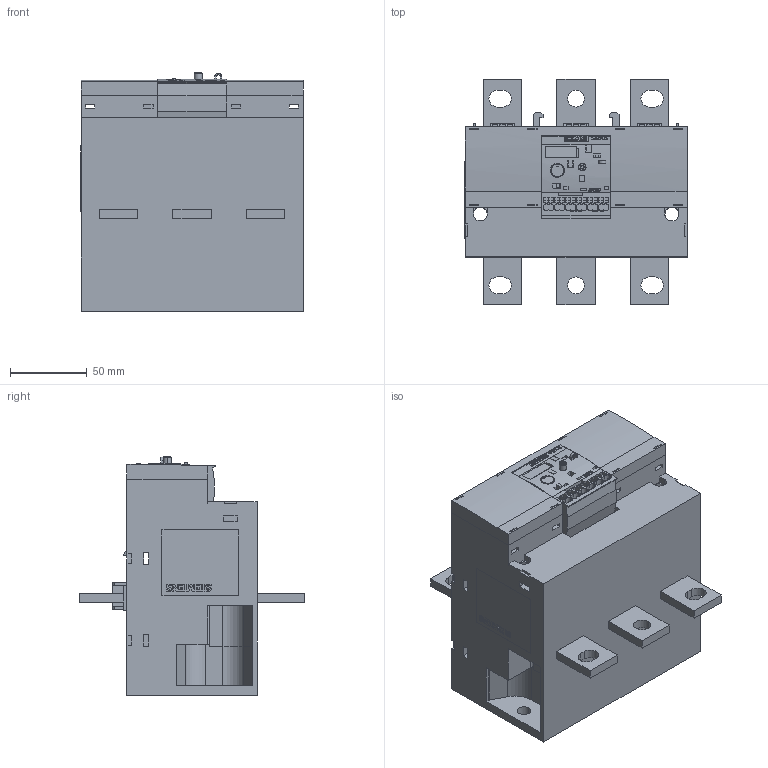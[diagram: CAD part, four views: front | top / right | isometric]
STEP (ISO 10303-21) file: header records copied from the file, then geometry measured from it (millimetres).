
FILE_DESCRIPTION(('STEP AP214'),'1');
FILE_NAME('cctmp_A2E5FB9E-47A6-4C92-A8B4-AB92E82C17D7_2023_07_18_13_18_04_0958..stp','2023-07-18T11:18:06',('SIEMENS A&D'),('CADClick - www.CADClick.com'),'Spatial InterOp 3D postprocessed',' ','unknown authorization');
FILE_SCHEMA(('AUTOMOTIVE_DESIGN'));
Length unit declared in the file: millimetre
Products named in the file (1): 2023_07_18_13_18_04_0880
Bounding box: 145.1 x 147 x 155.63 mm (x, y, z)
Volume: 1505037.2 mm3; surface area: 162255.1 mm2
Topology: 1 solids, 1 shells, 1335 faces, 3744 edges, 2489 vertices
Faces by surface type: plane 1110, cylinder 211, torus 14
Entity records: 72070 total; most frequent: CARTESIAN_POINT 7961, STYLED_ITEM 7561, PRESENTATION_STYLE_ASSIGNMENT 7561, ORIENTED_EDGE 7472, DIRECTION 7005, EDGE_CURVE 3736, CURVE_STYLE 3736, DRAUGHTING_PRE_DEFINED_CURVE_FONT 3736
